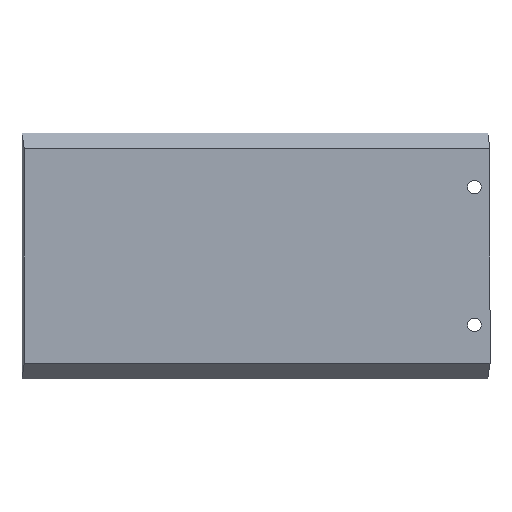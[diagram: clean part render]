
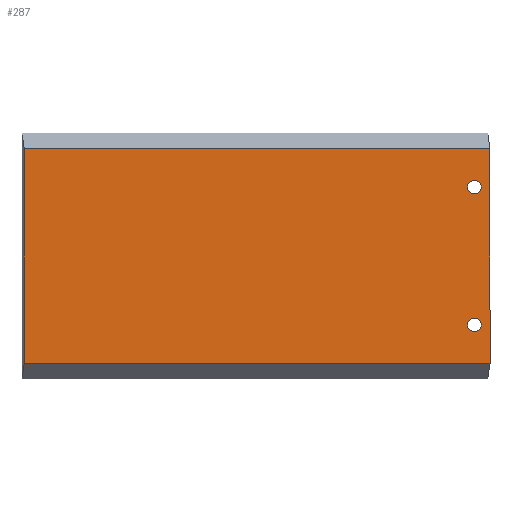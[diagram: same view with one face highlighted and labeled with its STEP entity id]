
A CAD part, left-side view. The second image highlights one B-rep face of the part: STEP entity #287.
In plain terms, the highlighted planar face has unit normal (-1, 0, 0).
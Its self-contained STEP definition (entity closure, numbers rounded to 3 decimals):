
#1 = VERTEX_POINT ( 'NONE', #278 ) ;
#2 = DIRECTION ( 'NONE',  ( 0., 0., 1. ) ) ;
#12 = FACE_BOUND ( 'NONE', #292, .T. ) ;
#26 = CARTESIAN_POINT ( 'NONE',  ( 0., 0., -70. ) ) ;
#28 = CIRCLE ( 'NONE', #536, 4.5 ) ;
#35 = CIRCLE ( 'NONE', #285, 4.5 ) ;
#37 = VERTEX_POINT ( 'NONE', #363 ) ;
#41 = CIRCLE ( 'NONE', #582, 4.5 ) ;
#43 = VERTEX_POINT ( 'NONE', #144 ) ;
#44 = ORIENTED_EDGE ( 'NONE', *, *, #63, .F. ) ;
#57 = AXIS2_PLACEMENT_3D ( 'NONE', #112, #376, #568 ) ;
#63 = EDGE_CURVE ( 'NONE', #37, #120, #28, .T. ) ;
#66 = AXIS2_PLACEMENT_3D ( 'NONE', #93, #538, #136 ) ;
#74 = DIRECTION ( 'NONE',  ( 0., 0., 1. ) ) ;
#88 = CARTESIAN_POINT ( 'NONE',  ( 0., 150.595, -70. ) ) ;
#93 = CARTESIAN_POINT ( 'NONE',  ( 0., 0., 0. ) ) ;
#111 = CARTESIAN_POINT ( 'NONE',  ( 0., -143.264, -49.5 ) ) ;
#112 = CARTESIAN_POINT ( 'NONE',  ( 0., -143.264, 45. ) ) ;
#113 = EDGE_CURVE ( 'NONE', #354, #1, #540, .T. ) ;
#120 = VERTEX_POINT ( 'NONE', #467 ) ;
#128 = ORIENTED_EDGE ( 'NONE', *, *, #149, .F. ) ;
#131 = CARTESIAN_POINT ( 'NONE',  ( 0., -153.405, -80. ) ) ;
#134 = VERTEX_POINT ( 'NONE', #111 ) ;
#136 = DIRECTION ( 'NONE',  ( 0., 0., 1. ) ) ;
#141 = VECTOR ( 'NONE', #74, 1000. ) ;
#144 = CARTESIAN_POINT ( 'NONE',  ( 0., -143.264, -40.5 ) ) ;
#149 = EDGE_CURVE ( 'NONE', #300, #354, #256, .T. ) ;
#157 = DIRECTION ( 'NONE',  ( 0., -1., 0. ) ) ;
#169 = ORIENTED_EDGE ( 'NONE', *, *, #494, .F. ) ;
#172 = FACE_BOUND ( 'NONE', #234, .T. ) ;
#197 = CARTESIAN_POINT ( 'NONE',  ( 0., -153.405, 70. ) ) ;
#199 = EDGE_CURVE ( 'NONE', #134, #43, #41, .T. ) ;
#201 = EDGE_LOOP ( 'NONE', ( #386, #262, #482, #128 ) ) ;
#208 = LINE ( 'NONE', #131, #555 ) ;
#211 = EDGE_CURVE ( 'NONE', #43, #134, #35, .T. ) ;
#234 = EDGE_LOOP ( 'NONE', ( #169, #44 ) ) ;
#241 = EDGE_CURVE ( 'NONE', #300, #580, #208, .T. ) ;
#256 = LINE ( 'NONE', #26, #378 ) ;
#262 = ORIENTED_EDGE ( 'NONE', *, *, #520, .F. ) ;
#263 = DIRECTION ( 'NONE',  ( 0., 0., 1. ) ) ;
#266 = ORIENTED_EDGE ( 'NONE', *, *, #199, .F. ) ;
#268 = ORIENTED_EDGE ( 'NONE', *, *, #211, .F. ) ;
#278 = CARTESIAN_POINT ( 'NONE',  ( 0., 150.595, 70. ) ) ;
#281 = VECTOR ( 'NONE', #157, 1000. ) ;
#285 = AXIS2_PLACEMENT_3D ( 'NONE', #316, #495, #263 ) ;
#287 = ADVANCED_FACE ( 'NONE', ( #368, #172, #12 ), #402, .F. ) ;
#292 = EDGE_LOOP ( 'NONE', ( #268, #266 ) ) ;
#300 = VERTEX_POINT ( 'NONE', #546 ) ;
#316 = CARTESIAN_POINT ( 'NONE',  ( 0., -143.264, -45. ) ) ;
#340 = LINE ( 'NONE', #428, #281 ) ;
#354 = VERTEX_POINT ( 'NONE', #88 ) ;
#363 = CARTESIAN_POINT ( 'NONE',  ( 0., -143.264, 40.5 ) ) ;
#367 = DIRECTION ( 'NONE',  ( 0., 0., 1. ) ) ;
#368 = FACE_OUTER_BOUND ( 'NONE', #201, .T. ) ;
#376 = DIRECTION ( 'NONE',  ( -1., 0., 0. ) ) ;
#378 = VECTOR ( 'NONE', #565, 1000. ) ;
#386 = ORIENTED_EDGE ( 'NONE', *, *, #241, .T. ) ;
#398 = CARTESIAN_POINT ( 'NONE',  ( 0., -143.264, -45. ) ) ;
#402 = PLANE ( 'NONE',  #66 ) ;
#427 = DIRECTION ( 'NONE',  ( -1., 0., 0. ) ) ;
#428 = CARTESIAN_POINT ( 'NONE',  ( 0., 0., 70. ) ) ;
#429 = CARTESIAN_POINT ( 'NONE',  ( 0., 150.595, -80. ) ) ;
#445 = DIRECTION ( 'NONE',  ( 0., 0., 1. ) ) ;
#467 = CARTESIAN_POINT ( 'NONE',  ( 0., -143.264, 49.5 ) ) ;
#482 = ORIENTED_EDGE ( 'NONE', *, *, #113, .F. ) ;
#493 = DIRECTION ( 'NONE',  ( -1., 0., 0. ) ) ;
#494 = EDGE_CURVE ( 'NONE', #120, #37, #547, .T. ) ;
#495 = DIRECTION ( 'NONE',  ( -1., 0., 0. ) ) ;
#520 = EDGE_CURVE ( 'NONE', #1, #580, #340, .T. ) ;
#521 = CARTESIAN_POINT ( 'NONE',  ( 0., -143.264, 45. ) ) ;
#536 = AXIS2_PLACEMENT_3D ( 'NONE', #521, #427, #367 ) ;
#538 = DIRECTION ( 'NONE',  ( 1., 0., 0. ) ) ;
#540 = LINE ( 'NONE', #429, #141 ) ;
#546 = CARTESIAN_POINT ( 'NONE',  ( 0., -153.405, -70. ) ) ;
#547 = CIRCLE ( 'NONE', #57, 4.5 ) ;
#555 = VECTOR ( 'NONE', #445, 1000. ) ;
#565 = DIRECTION ( 'NONE',  ( 0., 1., 0. ) ) ;
#568 = DIRECTION ( 'NONE',  ( 0., 0., 1. ) ) ;
#580 = VERTEX_POINT ( 'NONE', #197 ) ;
#582 = AXIS2_PLACEMENT_3D ( 'NONE', #398, #493, #2 ) ;
